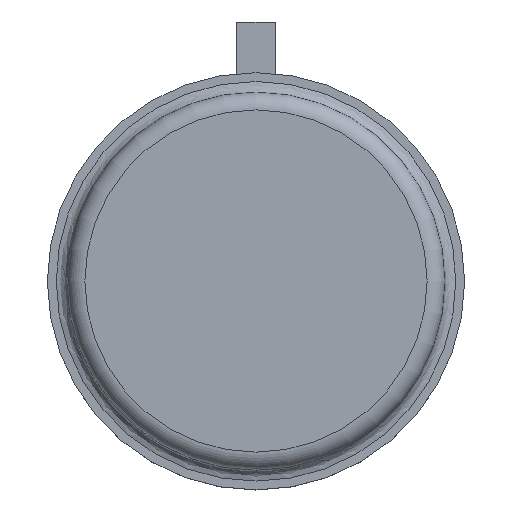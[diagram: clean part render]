
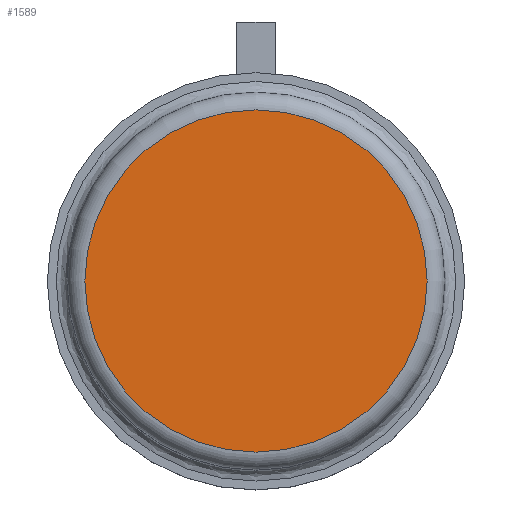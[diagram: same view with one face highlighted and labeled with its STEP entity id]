
A CAD part, top view. The second image highlights one B-rep face of the part: STEP entity #1589.
In plain terms, the highlighted planar face has unit normal (0, 0, 1).
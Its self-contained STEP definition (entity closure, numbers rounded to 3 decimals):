
#1589 = ADVANCED_FACE('',(#1590),#1603,.T.);
#1590 = FACE_BOUND('',#1591,.F.);
#1591 = EDGE_LOOP('',(#1592));
#1592 = ORIENTED_EDGE('',*,*,#1593,.F.);
#1593 = EDGE_CURVE('',#1594,#1594,#1596,.T.);
#1594 = VERTEX_POINT('',#1595);
#1595 = CARTESIAN_POINT('',(-3.855,0.,5.842));
#1596 = SURFACE_CURVE('',#1597,(#1602,#1614),.PCURVE_S1.);
#1597 = CIRCLE('',#1598,3.855);
#1598 = AXIS2_PLACEMENT_3D('',#1599,#1600,#1601);
#1599 = CARTESIAN_POINT('',(0.,0.,
    5.842));
#1600 = DIRECTION('',(0.,0.,1.));
#1601 = DIRECTION('',(-1.,0.,0.));
#1602 = PCURVE('',#1603,#1608);
#1603 = PLANE('',#1604);
#1604 = AXIS2_PLACEMENT_3D('',#1605,#1606,#1607);
#1605 = CARTESIAN_POINT('',(0.,0.,5.842));
#1606 = DIRECTION('',(0.,0.,1.));
#1607 = DIRECTION('',(-1.,0.,0.));
#1608 = DEFINITIONAL_REPRESENTATION('',(#1609),#1613);
#1609 = CIRCLE('',#1610,3.855);
#1610 = AXIS2_PLACEMENT_2D('',#1611,#1612);
#1611 = CARTESIAN_POINT('',(0.,0.));
#1612 = DIRECTION('',(1.,0.));
#1613 = ( GEOMETRIC_REPRESENTATION_CONTEXT(2) 
PARAMETRIC_REPRESENTATION_CONTEXT() REPRESENTATION_CONTEXT('2D SPACE',''
  ) );
#1614 = PCURVE('',#1615,#1620);
#1615 = TOROIDAL_SURFACE('',#1616,3.855,0.4);
#1616 = AXIS2_PLACEMENT_3D('',#1617,#1618,#1619);
#1617 = CARTESIAN_POINT('',(0.,0.,
    5.442));
#1618 = DIRECTION('',(0.,0.,-1.));
#1619 = DIRECTION('',(-1.,0.,0.));
#1620 = DEFINITIONAL_REPRESENTATION('',(#1621),#1625);
#1621 = LINE('',#1622,#1623);
#1622 = CARTESIAN_POINT('',(0.,4.712));
#1623 = VECTOR('',#1624,1.);
#1624 = DIRECTION('',(-1.,0.));
#1625 = ( GEOMETRIC_REPRESENTATION_CONTEXT(2) 
PARAMETRIC_REPRESENTATION_CONTEXT() REPRESENTATION_CONTEXT('2D SPACE',''
  ) );
